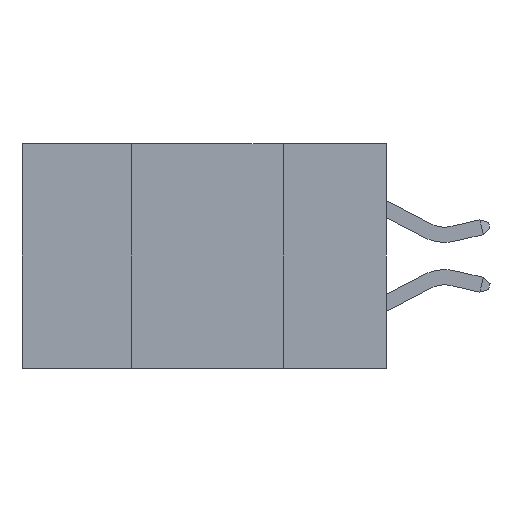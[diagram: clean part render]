
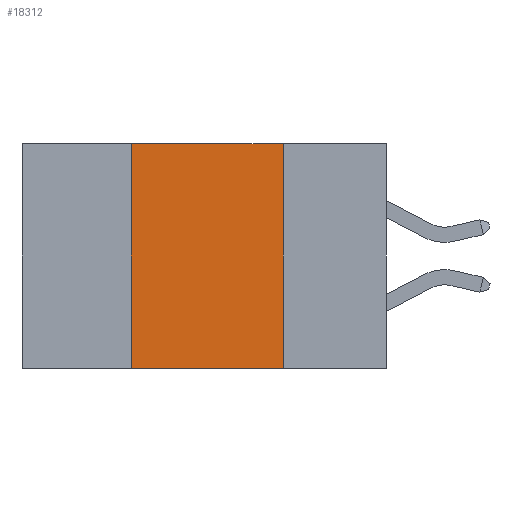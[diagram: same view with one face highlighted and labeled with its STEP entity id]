
A CAD part, left-side view. The second image highlights one B-rep face of the part: STEP entity #18312.
In plain terms, the highlighted planar face has unit normal (-1, 0, 0).
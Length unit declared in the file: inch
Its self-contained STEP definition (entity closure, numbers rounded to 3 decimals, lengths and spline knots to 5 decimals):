
#509 = CARTESIAN_POINT ( 'NONE',  ( 0., 0.42, 0. ) ) ;
#1472 = EDGE_CURVE ( 'NONE', #6130, #20792, #7123, .T. ) ;
#3520 = ORIENTED_EDGE ( 'NONE', *, *, #19897, .F. ) ;
#4149 = LINE ( 'NONE', #21699, #22522 ) ;
#4266 = DIRECTION ( 'NONE',  ( 0., 0., -1. ) ) ;
#5820 = DIRECTION ( 'NONE',  ( 1., 0., 0. ) ) ;
#5927 = DIRECTION ( 'NONE',  ( 0., 0., -1. ) ) ;
#6088 = ORIENTED_EDGE ( 'NONE', *, *, #10021, .F. ) ;
#6130 = VERTEX_POINT ( 'NONE', #21128 ) ;
#6215 = EDGE_LOOP ( 'NONE', ( #8187, #3520, #6088, #17943 ) ) ;
#6337 = LINE ( 'NONE', #27467, #17510 ) ;
#6435 = DIRECTION ( 'NONE',  ( 0., -1., 0. ) ) ;
#7123 = LINE ( 'NONE', #11220, #24720 ) ;
#7376 = DIRECTION ( 'NONE',  ( 0., 0., 1. ) ) ;
#8187 = ORIENTED_EDGE ( 'NONE', *, *, #1472, .F. ) ;
#8238 = AXIS2_PLACEMENT_3D ( 'NONE', #15423, #5820, #5927 ) ;
#10021 = EDGE_CURVE ( 'NONE', #13344, #19238, #4149, .T. ) ;
#11003 = CARTESIAN_POINT ( 'NONE',  ( 0., 0.17, -0.37 ) ) ;
#11220 = CARTESIAN_POINT ( 'NONE',  ( 0., 0.17, 0. ) ) ;
#11713 = EDGE_CURVE ( 'NONE', #13344, #20792, #6337, .T. ) ;
#12466 = CARTESIAN_POINT ( 'NONE',  ( 0., 0.6, 0. ) ) ;
#13344 = VERTEX_POINT ( 'NONE', #22131 ) ;
#15423 = CARTESIAN_POINT ( 'NONE',  ( 0., 0.6, 0. ) ) ;
#16117 = LINE ( 'NONE', #12466, #20250 ) ;
#17510 = VECTOR ( 'NONE', #6435, 39.37008 ) ;
#17943 = ORIENTED_EDGE ( 'NONE', *, *, #11713, .T. ) ;
#18312 = ADVANCED_FACE ( 'NONE', ( #21853 ), #24967, .F. ) ;
#19238 = VERTEX_POINT ( 'NONE', #509 ) ;
#19897 = EDGE_CURVE ( 'NONE', #19238, #6130, #16117, .T. ) ;
#20250 = VECTOR ( 'NONE', #24202, 39.37008 ) ;
#20792 = VERTEX_POINT ( 'NONE', #11003 ) ;
#21128 = CARTESIAN_POINT ( 'NONE',  ( 0., 0.17, 0. ) ) ;
#21699 = CARTESIAN_POINT ( 'NONE',  ( 0., 0.42, 0. ) ) ;
#21853 = FACE_OUTER_BOUND ( 'NONE', #6215, .T. ) ;
#22131 = CARTESIAN_POINT ( 'NONE',  ( 0., 0.42, -0.37 ) ) ;
#22522 = VECTOR ( 'NONE', #7376, 39.37008 ) ;
#24202 = DIRECTION ( 'NONE',  ( 0., -1., 0. ) ) ;
#24720 = VECTOR ( 'NONE', #4266, 39.37008 ) ;
#24967 = PLANE ( 'NONE',  #8238 ) ;
#27467 = CARTESIAN_POINT ( 'NONE',  ( 0., 0.6, -0.37 ) ) ;
